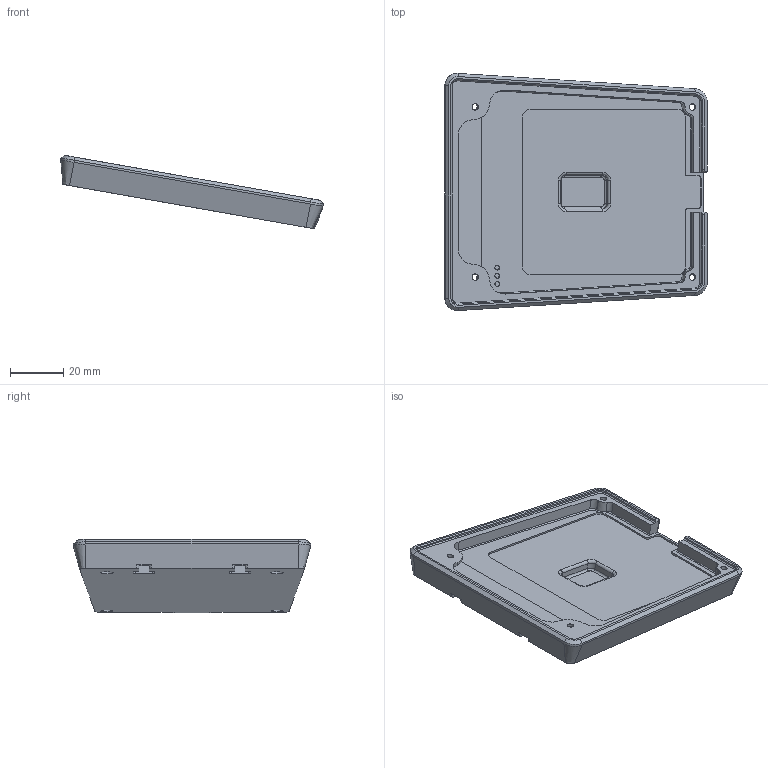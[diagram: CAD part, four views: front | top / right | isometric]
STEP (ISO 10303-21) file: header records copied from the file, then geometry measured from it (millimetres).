
FILE_DESCRIPTION(/* description */ ('STEP AP242','CAx-IF Rec.Pracs.---Representation and Presentation of Product Manufacturing Information (PMI)---4.0---2014-10-13','CAx-IF Rec.Pracs.---3D Tessellated Geometry---0.4---2014-09-14','2;1'),/* implementation_level */ '2;1');
FILE_NAME(/* name */ '67ab4209c450525a7ad53ce7',/* time_stamp */ '2025-02-11T12:26:50Z',/* author */ (''),/* organization */ (''),/* preprocessor_version */ 'ST-DEVELOPER v20',/* originating_system */ 'ONSHAPE BY PTC INC, 1.193',/* authorisation */ ' ');
FILE_SCHEMA (('AP242_MANAGED_MODEL_BASED_3D_ENGINEERING_MIM_LF { 1 0 10303 442 1 1 4 }'));
Length unit declared in the file: metre
Products named in the file (1): Bottom
Bounding box: 98.78 x 89.25 x 27.61 mm (x, y, z)
Volume: 45791 mm3; surface area: 22090.5 mm2
Topology: 1 solids, 1 shells, 231 faces, 602 edges, 378 vertices
Faces by surface type: plane 110, cylinder 73, bspline 24, cone 16, torus 8
Full cylindrical faces by diameter (mm): 1.8 x3, 2.4 x4, 4.6 x4
Entity records: 11362 total; most frequent: CARTESIAN_POINT 5796, ORIENTED_EDGE 1158, DIRECTION 1127, EDGE_CURVE 579, AXIS2_PLACEMENT_3D 380, VERTEX_POINT 370, LINE 367, VECTOR 367
